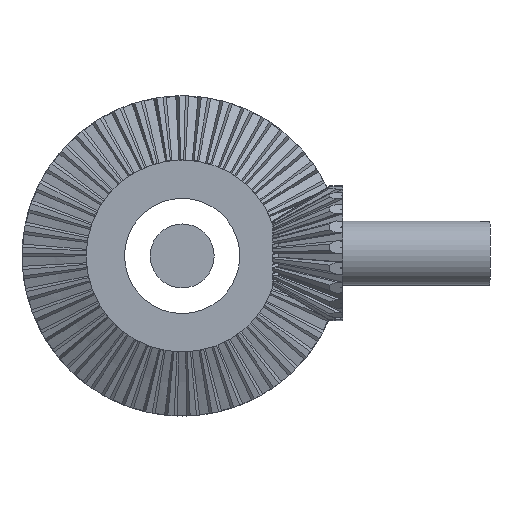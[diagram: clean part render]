
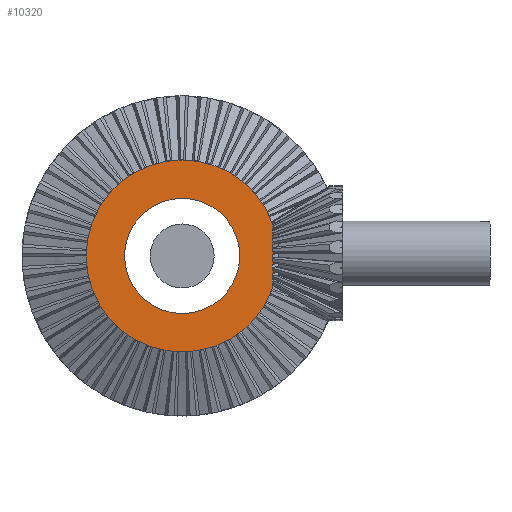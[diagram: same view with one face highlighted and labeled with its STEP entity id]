
A CAD part, front view. The second image highlights one B-rep face of the part: STEP entity #10320.
In plain terms, the highlighted planar face has unit normal (0, -1, 0).
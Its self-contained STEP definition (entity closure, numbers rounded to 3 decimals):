
#268=FACE_BOUND('',#1435,.T.);
#320=CIRCLE('',#11019,15.);
#321=CIRCLE('',#11021,9.);
#856=FACE_OUTER_BOUND('',#1434,.T.);
#1434=EDGE_LOOP('',(#8434));
#1435=EDGE_LOOP('',(#8435));
#4811=VERTEX_POINT('',#15394);
#4812=VERTEX_POINT('',#15398);
#6066=EDGE_CURVE('',#4811,#4811,#320,.T.);
#6068=EDGE_CURVE('',#4812,#4812,#321,.T.);
#8434=ORIENTED_EDGE('',*,*,#6066,.F.);
#8435=ORIENTED_EDGE('',*,*,#6068,.T.);
#9909=PLANE('',#11020);
#10320=ADVANCED_FACE('',(#856,#268),#9909,.F.);
#11019=AXIS2_PLACEMENT_3D('',#15395,#12829,#12830);
#11020=AXIS2_PLACEMENT_3D('',#15397,#12832,#12833);
#11021=AXIS2_PLACEMENT_3D('',#15399,#12834,#12835);
#12829=DIRECTION('center_axis',(0.,1.,0.));
#12830=DIRECTION('ref_axis',(1.,0.,0.));
#12832=DIRECTION('center_axis',(0.,1.,0.));
#12833=DIRECTION('ref_axis',(0.,0.,1.));
#12834=DIRECTION('center_axis',(0.,1.,0.));
#12835=DIRECTION('ref_axis',(1.,0.,0.));
#15394=CARTESIAN_POINT('',(-15.,-15.,0.));
#15395=CARTESIAN_POINT('Origin',(0.,-15.,0.));
#15397=CARTESIAN_POINT('Origin',(0.,-15.,0.));
#15398=CARTESIAN_POINT('',(-9.,-15.,0.));
#15399=CARTESIAN_POINT('Origin',(0.,-15.,0.));
